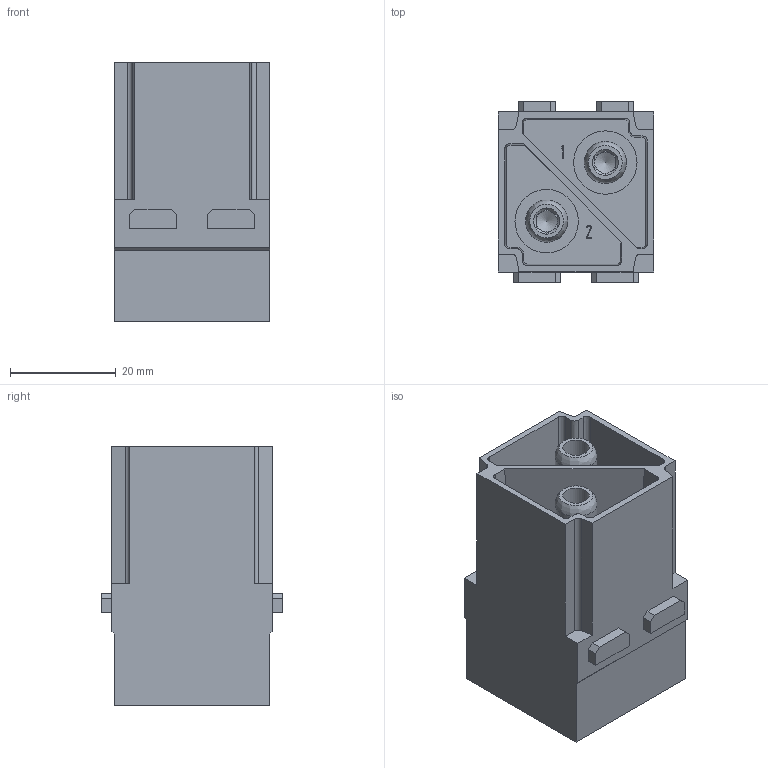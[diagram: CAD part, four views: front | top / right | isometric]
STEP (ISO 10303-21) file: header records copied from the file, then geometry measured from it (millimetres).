
FILE_DESCRIPTION(/* description */ (''),/* implementation_level */ '2;1');
FILE_NAME(/* name */ '100195473ugm000_c.stp',/* time_stamp */ '2019-06-12T11:08:48+02:00',/* author */ (''),/* organization */ (''),/* preprocessor_version */ 'ST-DEVELOPER v16.7',/* originating_system */ 'SIEMENS PLM Software NX 12.0',/* authorisation */ '');
FILE_SCHEMA (('AUTOMOTIVE_DESIGN { 1 0 10303 214 3 1 1 1 }'));
Length unit declared in the file: millimetre
Products named in the file (1): 100195473ugm000_c
Bounding box: 29.4 x 34.2 x 49 mm (x, y, z)
Volume: 30070.6 mm3; surface area: 13148.7 mm2
Topology: 1 solids, 1 shells, 323 faces, 820 edges, 537 vertices
Faces by surface type: plane 231, cylinder 38, cone 24, extrusion 24, bspline 4, torus 2
Full cylindrical faces by diameter (mm): 0.55 x1, 0.65 x1, 4 x2, 4.95 x2, 6 x2, 6.7 x2, 7.25 x2, 7.97 x2, 8 x2, 9.35 x2, 12 x2
Entity records: 10859 total; most frequent: CARTESIAN_POINT 2128, ORIENTED_EDGE 1536, DIRECTION 1433, EDGE_CURVE 768, VECTOR 593, LINE 569, VERTEX_POINT 526, AXIS2_PLACEMENT_3D 420
